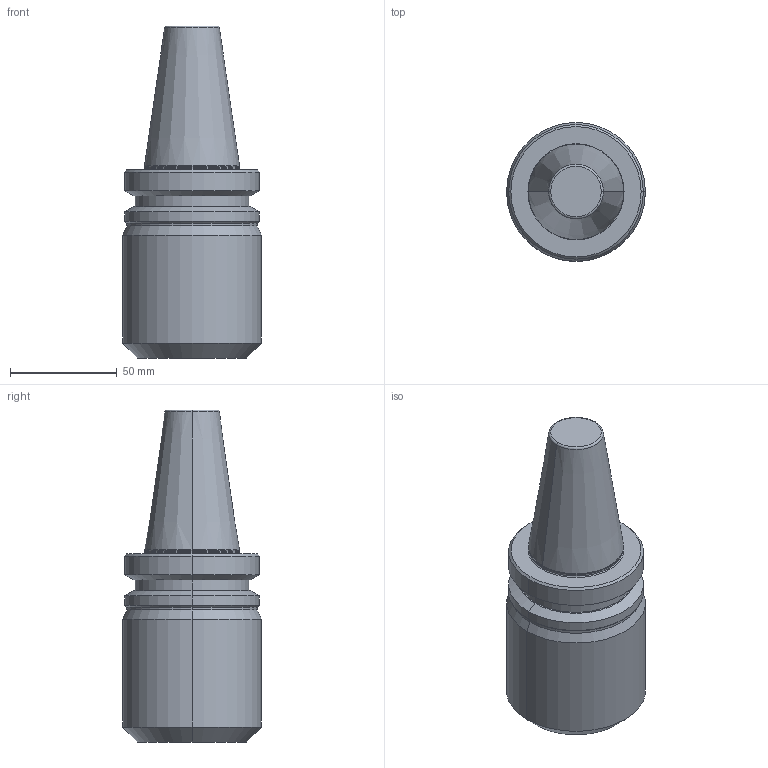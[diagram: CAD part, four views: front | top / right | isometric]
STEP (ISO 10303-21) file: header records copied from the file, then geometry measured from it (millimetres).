
FILE_DESCRIPTION (( 'STEP AP203' ), '1' );
FILE_NAME ('BT40 WE25 090 AD-6.3G15000 SL.STEP', '2019-05-22T09:28:34', ( '' ), ( '' ), 'SwSTEP 2.0', 'SolidWorks 2014', '' );
FILE_SCHEMA (( 'CONFIG_CONTROL_DESIGN' ));
Length unit declared in the file: millimetre
Products named in the file (1): BT40 WE25 090 AD-6.3G15000 SL
Bounding box: 65 x 65 x 155.4 mm (x, y, z)
Volume: 341419.1 mm3; surface area: 30737.8 mm2
Topology: 1 solids, 1 shells, 39 faces, 76 edges, 42 vertices
Faces by surface type: cone 16, cylinder 12, torus 6, plane 5
Entity records: 1067 total; most frequent: DIRECTION 204, CARTESIAN_POINT 158, ORIENTED_EDGE 152, AXIS2_PLACEMENT_3D 88, EDGE_CURVE 76, CIRCLE 48, VERTEX_POINT 42, EDGE_LOOP 42
